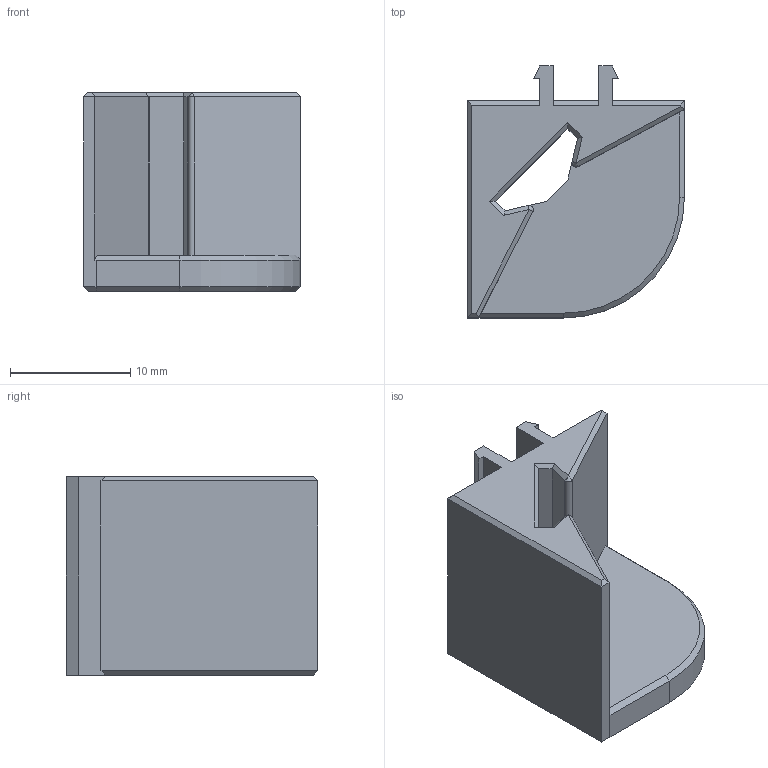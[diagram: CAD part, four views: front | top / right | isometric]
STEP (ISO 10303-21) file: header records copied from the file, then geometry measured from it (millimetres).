
FILE_DESCRIPTION(/* description */ (''),/* implementation_level */ '2;1');
FILE_NAME(/* name */ 'LED_Bar_Clip_LDO.step',/* time_stamp */ '2023-05-05T14:23:58-06:00',/* author */ (''),/* organization */ (''),/* preprocessor_version */ 'ST-DEVELOPER v19.2',/* originating_system */ 'Autodesk Translation Framework v12.4.0.73',/* authorisation */ '');
FILE_SCHEMA (('AUTOMOTIVE_DESIGN { 1 0 10303 214 3 1 1 }'));
Length unit declared in the file: millimetre
Products named in the file (1): LED_Bar_Clip_LDO
Bounding box: 18 x 20.89 x 16.5 mm (x, y, z)
Volume: 2463.3 mm3; surface area: 2010.8 mm2
Topology: 1 solids, 1 shells, 66 faces, 166 edges, 99 vertices
Faces by surface type: plane 59, cone 4, cylinder 3
Entity records: 1925 total; most frequent: CARTESIAN_POINT 330, ORIENTED_EDGE 328, DIRECTION 306, EDGE_CURVE 164, LINE 156, VECTOR 156, VERTEX_POINT 99, AXIS2_PLACEMENT_3D 75
